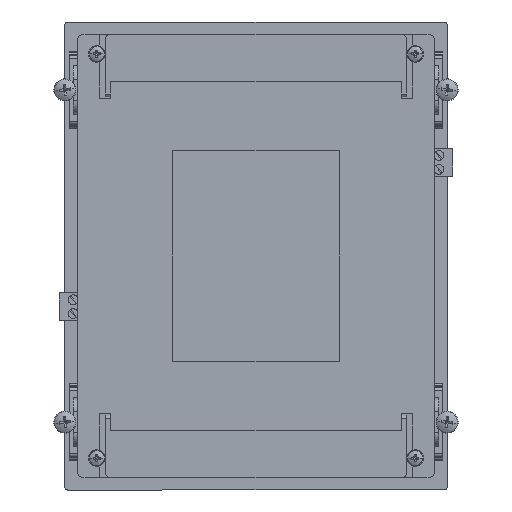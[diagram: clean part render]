
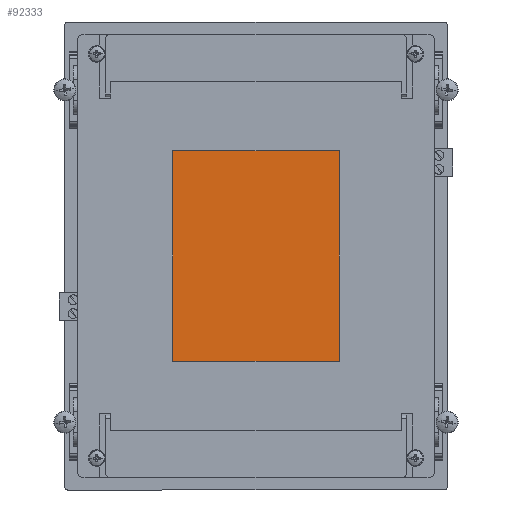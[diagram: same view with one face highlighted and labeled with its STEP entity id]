
A CAD part, left-side view. The second image highlights one B-rep face of the part: STEP entity #92333.
In plain terms, the highlighted face is planar.
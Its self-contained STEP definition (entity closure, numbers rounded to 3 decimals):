
#31756 = LINE ( 'NONE', #31774, #31766 ) ;
#31766 = VECTOR ( 'NONE', #31773, 1000. ) ;
#31773 = DIRECTION ( 'NONE',  ( 0., -1., 0. ) ) ;
#31774 = CARTESIAN_POINT ( 'NONE',  ( 118., 94.5, 0.02 ) ) ;
#31875 = CARTESIAN_POINT ( 'NONE',  ( 42., 94.5, 0.02 ) ) ;
#31878 = CARTESIAN_POINT ( 'NONE',  ( 118., 94.5, 0.02 ) ) ;
#31879 = CARTESIAN_POINT ( 'NONE',  ( 118., 34.5, 0.02 ) ) ;
#31953 = VECTOR ( 'NONE', #32071, 1000. ) ;
#31955 = CARTESIAN_POINT ( 'NONE',  ( 118., 94.5, 0.02 ) ) ;
#31961 = LINE ( 'NONE', #31955, #31953 ) ;
#31977 = DIRECTION ( 'NONE',  ( -1., 0., 0. ) ) ;
#31978 = VECTOR ( 'NONE', #31977, 1000. ) ;
#31980 = CARTESIAN_POINT ( 'NONE',  ( 118., 34.5, 0.02 ) ) ;
#31981 = LINE ( 'NONE', #31980, #31978 ) ;
#32012 = DIRECTION ( 'NONE',  ( 0., 1., 0. ) ) ;
#32013 = VECTOR ( 'NONE', #32012, 1000. ) ;
#32019 = CARTESIAN_POINT ( 'NONE',  ( 42., 34.5, 0.02 ) ) ;
#32041 = LINE ( 'NONE', #32050, #32013 ) ;
#32050 = CARTESIAN_POINT ( 'NONE',  ( 42., 94.5, 0.02 ) ) ;
#32071 = DIRECTION ( 'NONE',  ( 1., 0., 0. ) ) ;
#32123 = CARTESIAN_POINT ( 'NONE',  ( 118., 34.5, 0.02 ) ) ;
#32129 = FACE_OUTER_BOUND ( 'NONE', #92267, .T. ) ;
#32197 = DIRECTION ( 'NONE',  ( -1., 0., 0. ) ) ;
#32198 = DIRECTION ( 'NONE',  ( 0., 0., -1. ) ) ;
#32204 = PLANE ( 'NONE',  #32225 ) ;
#32225 = AXIS2_PLACEMENT_3D ( 'NONE', #32123, #32198, #32197 ) ;
#92198 = EDGE_CURVE ( 'NONE', #92232, #92228, #31756, .T. ) ;
#92228 = VERTEX_POINT ( 'NONE', #31879 ) ;
#92232 = VERTEX_POINT ( 'NONE', #31878 ) ;
#92233 = VERTEX_POINT ( 'NONE', #31875 ) ;
#92261 = ORIENTED_EDGE ( 'NONE', *, *, #92290, .T. ) ;
#92265 = ORIENTED_EDGE ( 'NONE', *, *, #92278, .T. ) ;
#92267 = EDGE_LOOP ( 'NONE', ( #92275, #92332, #92261, #92265 ) ) ;
#92271 = EDGE_CURVE ( 'NONE', #92228, #92291, #31981, .T. ) ;
#92275 = ORIENTED_EDGE ( 'NONE', *, *, #92198, .T. ) ;
#92278 = EDGE_CURVE ( 'NONE', #92233, #92232, #31961, .T. ) ;
#92290 = EDGE_CURVE ( 'NONE', #92291, #92233, #32041, .T. ) ;
#92291 = VERTEX_POINT ( 'NONE', #32019 ) ;
#92332 = ORIENTED_EDGE ( 'NONE', *, *, #92271, .T. ) ;
#92333 = ADVANCED_FACE ( 'NONE', ( #32129 ), #32204, .T. ) ;
